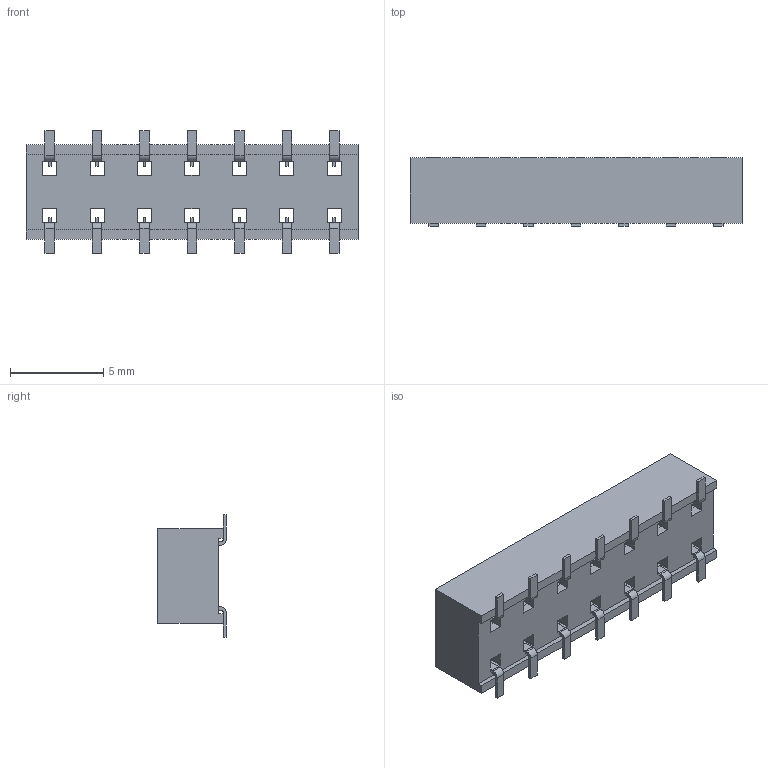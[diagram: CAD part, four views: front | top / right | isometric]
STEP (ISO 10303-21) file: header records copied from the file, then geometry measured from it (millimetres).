
FILE_DESCRIPTION(/* description */ ('STEP AP214'),/* implementation_level */ '2;1');
FILE_NAME(/* name */ 'HLE-107-02-L-DV',/* time_stamp */ '2025-02-19T16:30:54+01:00',/* author */ ('License CC BY-ND 4.0'),/* organization */ ('CADENAS'),/* preprocessor_version */ 'ST-DEVELOPER v19.3',/* originating_system */ 'PARTsolutions',/* authorisation */ ' ');
FILE_SCHEMA (('AUTOMOTIVE_DESIGN {1 0 10303 214 3 1 1}'));
Length unit declared in the file: inch
Products named in the file (4): HLE-107-02-L-DV; HLE-107-02-DV_socket; C-132-12-07-L-DV; C-132-12-07-F-DV2
Assembly tree (3 placements, depth 2):
  HLE-107-02-L-DV
    HLE-107-02-DV_socket
    C-132-12-07-L-DV
    C-132-12-07-F-DV2
Bounding box: 17.78 x 3.66 x 6.58 mm (x, y, z)
Volume: 346.3 mm3; surface area: 973.4 mm2
Topology: 3 solids, 3 shells, 548 faces, 1552 edges, 1016 vertices
Faces by surface type: plane 520, cylinder 28
Entity records: 17685 total; most frequent: CARTESIAN_POINT 3120, ORIENTED_EDGE 3104, DIRECTION 2712, EDGE_CURVE 1552, LINE 1496, VECTOR 1496, VERTEX_POINT 1016, EDGE_LOOP 662
